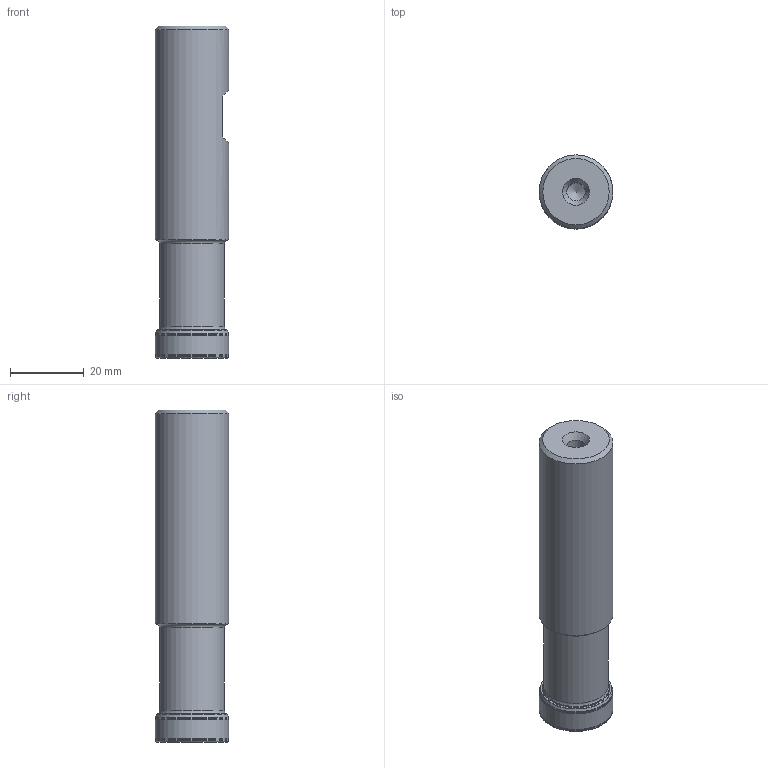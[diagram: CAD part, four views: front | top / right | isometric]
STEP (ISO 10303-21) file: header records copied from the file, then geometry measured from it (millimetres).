
FILE_DESCRIPTION(/* description */ (''),/* implementation_level */ '2;1');
FILE_NAME(/* name */ '20A2R032B20_STN10_C_115009312ndi000_00_SIM.stp',/* time_stamp */ '2020-02-28T09:38:19+01:00',/* author */ (''),/* organization */ (''),/* preprocessor_version */ 'ST-DEVELOPER v16.7',/* originating_system */ 'SIEMENS PLM Software NX 12.0',/* authorisation */ '');
FILE_SCHEMA (('AUTOMOTIVE_DESIGN { 1 0 10303 214 3 1 1 1 }'));
Length unit declared in the file: millimetre
Products named in the file (1): lf193BA05D64d4wr
Bounding box: 20 x 20 x 90 mm (x, y, z)
Volume: 26040.2 mm3; surface area: 8108.6 mm2
Topology: 2 solids, 2 shells, 62 faces, 130 edges, 70 vertices
Faces by surface type: revolution 39, cone 9, plane 5, torus 5, cylinder 4
Full cylindrical faces by diameter (mm): 5 x1, 17.6 x1, 18.8 x1, 20 x1
Entity records: 1578 total; most frequent: CARTESIAN_POINT 466, DIRECTION 211, ORIENTED_EDGE 128, EDGE_LOOP 120, FACE_BOUND 119, AXIS2_PLACEMENT_3D 84, VERTEX_POINT 64, EDGE_CURVE 64
